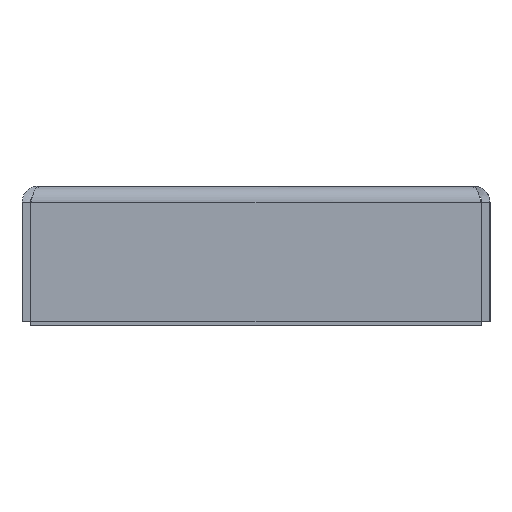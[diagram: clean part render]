
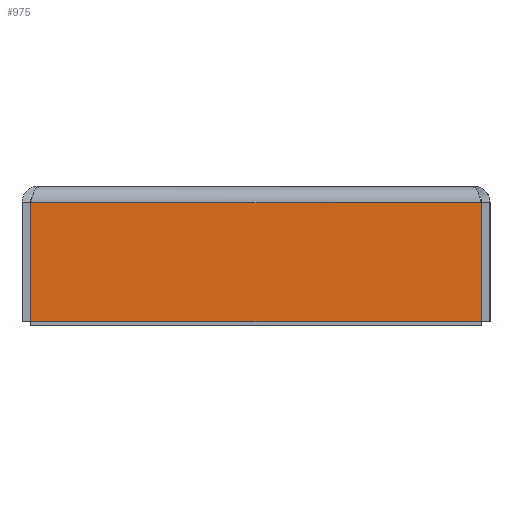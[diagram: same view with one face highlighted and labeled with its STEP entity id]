
A CAD part, left-side view. The second image highlights one B-rep face of the part: STEP entity #975.
In plain terms, the highlighted planar face has unit normal (-1, 0, 0).
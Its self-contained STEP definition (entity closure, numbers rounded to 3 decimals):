
#75=PLANE('',#1043);
#122=FACE_OUTER_BOUND('',#178,.T.);
#178=EDGE_LOOP('',(#779,#780,#781,#782));
#235=LINE('',#1515,#324);
#245=LINE('',#1577,#334);
#247=LINE('',#1581,#336);
#295=LINE('',#1814,#384);
#324=VECTOR('',#1097,10.);
#334=VECTOR('',#1113,10.);
#336=VECTOR('',#1117,10.);
#384=VECTOR('',#1207,10.);
#408=VERTEX_POINT('',#1340);
#419=VERTEX_POINT('',#1513);
#420=VERTEX_POINT('',#1514);
#429=VERTEX_POINT('',#1579);
#501=EDGE_CURVE('',#419,#420,#235,.T.);
#515=EDGE_CURVE('',#419,#408,#245,.T.);
#517=EDGE_CURVE('',#420,#429,#247,.T.);
#575=EDGE_CURVE('',#408,#429,#295,.T.);
#779=ORIENTED_EDGE('',*,*,#575,.T.);
#780=ORIENTED_EDGE('',*,*,#517,.F.);
#781=ORIENTED_EDGE('',*,*,#501,.F.);
#782=ORIENTED_EDGE('',*,*,#515,.T.);
#975=ADVANCED_FACE('',(#122),#75,.F.);
#1043=AXIS2_PLACEMENT_3D('',#1816,#1209,#1210);
#1097=DIRECTION('',(0.,1.,0.));
#1113=DIRECTION('',(0.,0.,1.));
#1117=DIRECTION('',(0.,0.,1.));
#1207=DIRECTION('',(0.,1.,0.));
#1209=DIRECTION('center_axis',(1.,0.,0.));
#1210=DIRECTION('ref_axis',(0.,0.,
1.));
#1340=CARTESIAN_POINT('',(-250.,-54.929,30.));
#1513=CARTESIAN_POINT('',(-250.,-54.929,1.));
#1514=CARTESIAN_POINT('',(-250.,54.929,1.));
#1515=CARTESIAN_POINT('',(-250.,-1076.668,1.));
#1577=CARTESIAN_POINT('',(-250.,-54.929,30.));
#1579=CARTESIAN_POINT('',(-250.,54.929,30.));
#1581=CARTESIAN_POINT('',(-250.,54.929,30.));
#1814=CARTESIAN_POINT('',(-250.,0.,30.));
#1816=CARTESIAN_POINT('Origin',(-250.,0.,17.43));
